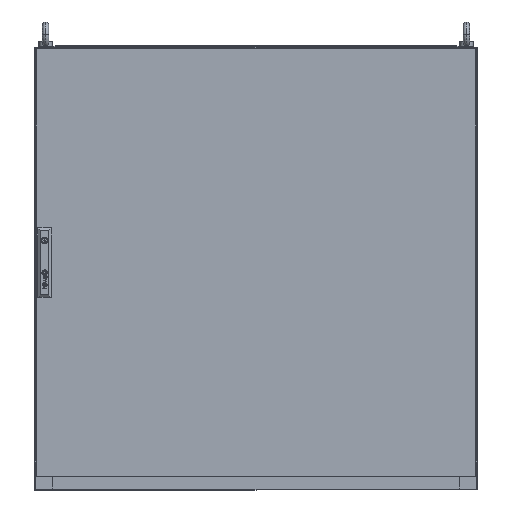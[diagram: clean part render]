
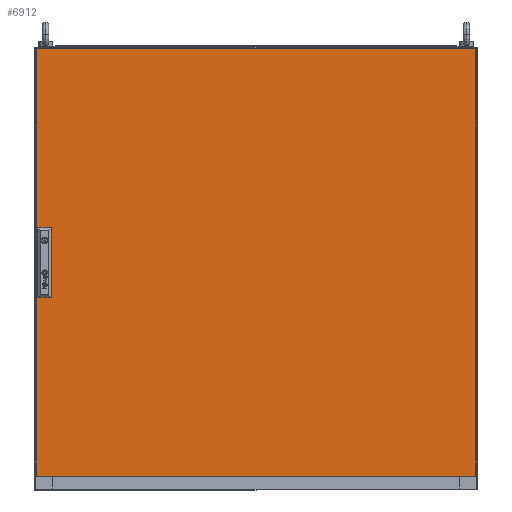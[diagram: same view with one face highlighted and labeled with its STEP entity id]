
A CAD part, top view. The second image highlights one B-rep face of the part: STEP entity #6912.
In plain terms, the highlighted planar face has unit normal (0, 0, 1).
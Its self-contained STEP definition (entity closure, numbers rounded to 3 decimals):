
#5931 = AXIS2_PLACEMENT_3D ( 'NONE', #59333, #56070, #19337 ) ;
#6654 = LINE ( 'NONE', #107386, #48874 ) ;
#6912 = ADVANCED_FACE ( 'NONE', ( #8544, #132557, #96790 ), #18514, .T. ) ;
#7814 = DIRECTION ( 'NONE',  ( 1., 0., 0. ) ) ;
#8238 = VERTEX_POINT ( 'NONE', #140711 ) ;
#8544 = FACE_BOUND ( 'NONE', #75616, .T. ) ;
#9325 = EDGE_CURVE ( 'NONE', #123510, #122369, #12794, .T. ) ;
#9444 = VECTOR ( 'NONE', #35073, 1000. ) ;
#9454 = VECTOR ( 'NONE', #159492, 1000. ) ;
#12794 = LINE ( 'NONE', #115215, #134105 ) ;
#13345 = CARTESIAN_POINT ( 'NONE',  ( -465.7, -11.5, 0. ) ) ;
#13976 = LINE ( 'NONE', #128864, #20738 ) ;
#14254 = VECTOR ( 'NONE', #50586, 1000. ) ;
#14645 = VECTOR ( 'NONE', #148213, 1000. ) ;
#15750 = EDGE_CURVE ( 'NONE', #130398, #44222, #45083, .T. ) ;
#16861 = DIRECTION ( 'NONE',  ( 0., -1., 0. ) ) ;
#18097 = CARTESIAN_POINT ( 'NONE',  ( -497., -470., 0. ) ) ;
#18514 = PLANE ( 'NONE',  #5931 ) ;
#19337 = DIRECTION ( 'NONE',  ( 1., 0., 0. ) ) ;
#20222 = LINE ( 'NONE', #71046, #98295 ) ;
#20738 = VECTOR ( 'NONE', #64793, 1000. ) ;
#22735 = CARTESIAN_POINT ( 'NONE',  ( -490.7, -61.5, 0. ) ) ;
#23377 = CARTESIAN_POINT ( 'NONE',  ( -465.7, -61.5, 0. ) ) ;
#26580 = ORIENTED_EDGE ( 'NONE', *, *, #147414, .F. ) ;
#27799 = EDGE_CURVE ( 'NONE', #8238, #51414, #147421, .T. ) ;
#28827 = ORIENTED_EDGE ( 'NONE', *, *, #131620, .T. ) ;
#29508 = DIRECTION ( 'NONE',  ( 1., 0., 0. ) ) ;
#31106 = DIRECTION ( 'NONE',  ( -1., 0., 0. ) ) ;
#32782 = LINE ( 'NONE', #72765, #88510 ) ;
#35033 = ORIENTED_EDGE ( 'NONE', *, *, #91839, .T. ) ;
#35073 = DIRECTION ( 'NONE',  ( 1., 0., 0. ) ) ;
#35385 = EDGE_CURVE ( 'NONE', #157821, #90165, #6654, .T. ) ;
#39078 = VERTEX_POINT ( 'NONE', #43746 ) ;
#39339 = DIRECTION ( 'NONE',  ( 0., -1., 0. ) ) ;
#43746 = CARTESIAN_POINT ( 'NONE',  ( -465.7, 38.5, 0. ) ) ;
#44222 = VERTEX_POINT ( 'NONE', #144181 ) ;
#45083 = LINE ( 'NONE', #94196, #103116 ) ;
#48874 = VECTOR ( 'NONE', #39339, 1000. ) ;
#49831 = CARTESIAN_POINT ( 'NONE',  ( -465.7, 88.5, 0. ) ) ;
#50586 = DIRECTION ( 'NONE',  ( -1., 0., 0. ) ) ;
#50814 = ORIENTED_EDGE ( 'NONE', *, *, #137464, .F. ) ;
#51414 = VERTEX_POINT ( 'NONE', #13345 ) ;
#56070 = DIRECTION ( 'NONE',  ( 0., 0., 1. ) ) ;
#58758 = EDGE_CURVE ( 'NONE', #39078, #66912, #13976, .T. ) ;
#59333 = CARTESIAN_POINT ( 'NONE',  ( 0., 0., 0. ) ) ;
#61105 = LINE ( 'NONE', #22735, #108452 ) ;
#63123 = CARTESIAN_POINT ( 'NONE',  ( 497., -470., 0. ) ) ;
#63705 = ORIENTED_EDGE ( 'NONE', *, *, #64396, .F. ) ;
#64396 = EDGE_CURVE ( 'NONE', #97138, #8238, #123368, .T. ) ;
#64793 = DIRECTION ( 'NONE',  ( 0., 1., 0. ) ) ;
#65425 = CARTESIAN_POINT ( 'NONE',  ( -497., -470., 0. ) ) ;
#65928 = EDGE_LOOP ( 'NONE', ( #71590, #93172, #118973, #63705 ) ) ;
#66912 = VERTEX_POINT ( 'NONE', #49831 ) ;
#71046 = CARTESIAN_POINT ( 'NONE',  ( -465.7, 38.5, 0. ) ) ;
#71590 = ORIENTED_EDGE ( 'NONE', *, *, #94324, .F. ) ;
#72765 = CARTESIAN_POINT ( 'NONE',  ( -465.7, 88.5, 0. ) ) ;
#75616 = EDGE_LOOP ( 'NONE', ( #129034, #50814, #146335, #26580 ) ) ;
#77179 = ORIENTED_EDGE ( 'NONE', *, *, #15750, .T. ) ;
#78383 = CARTESIAN_POINT ( 'NONE',  ( -490.7, 38.5, 0. ) ) ;
#84942 = LINE ( 'NONE', #123220, #14254 ) ;
#88510 = VECTOR ( 'NONE', #31106, 1000. ) ;
#90165 = VERTEX_POINT ( 'NONE', #18097 ) ;
#91839 = EDGE_CURVE ( 'NONE', #44222, #157821, #108830, .T. ) ;
#93172 = ORIENTED_EDGE ( 'NONE', *, *, #96767, .F. ) ;
#94196 = CARTESIAN_POINT ( 'NONE',  ( 497., 497., 0. ) ) ;
#94324 = EDGE_CURVE ( 'NONE', #108108, #97138, #61105, .T. ) ;
#96767 = EDGE_CURVE ( 'NONE', #51414, #108108, #84942, .T. ) ;
#96790 = FACE_OUTER_BOUND ( 'NONE', #133905, .T. ) ;
#97138 = VERTEX_POINT ( 'NONE', #121905 ) ;
#97532 = CARTESIAN_POINT ( 'NONE',  ( -465.7, -61.5, 0. ) ) ;
#98295 = VECTOR ( 'NONE', #7814, 1000. ) ;
#99382 = DIRECTION ( 'NONE',  ( 0., -1., 0. ) ) ;
#103116 = VECTOR ( 'NONE', #120805, 1000. ) ;
#107386 = CARTESIAN_POINT ( 'NONE',  ( -497., 497., 0. ) ) ;
#107963 = CARTESIAN_POINT ( 'NONE',  ( -497., 497., 0. ) ) ;
#108108 = VERTEX_POINT ( 'NONE', #124303 ) ;
#108452 = VECTOR ( 'NONE', #99382, 1000. ) ;
#108830 = LINE ( 'NONE', #107963, #9454 ) ;
#115215 = CARTESIAN_POINT ( 'NONE',  ( -490.7, 38.5, 0. ) ) ;
#118973 = ORIENTED_EDGE ( 'NONE', *, *, #27799, .F. ) ;
#120805 = DIRECTION ( 'NONE',  ( 0., 1., 0. ) ) ;
#121905 = CARTESIAN_POINT ( 'NONE',  ( -490.7, -61.5, 0. ) ) ;
#122369 = VERTEX_POINT ( 'NONE', #78383 ) ;
#123220 = CARTESIAN_POINT ( 'NONE',  ( -465.7, -11.5, 0. ) ) ;
#123368 = LINE ( 'NONE', #23377, #9444 ) ;
#123510 = VERTEX_POINT ( 'NONE', #138298 ) ;
#124303 = CARTESIAN_POINT ( 'NONE',  ( -490.7, -11.5, 0. ) ) ;
#128864 = CARTESIAN_POINT ( 'NONE',  ( -465.7, 38.5, 0. ) ) ;
#129034 = ORIENTED_EDGE ( 'NONE', *, *, #9325, .F. ) ;
#130398 = VERTEX_POINT ( 'NONE', #63123 ) ;
#131620 = EDGE_CURVE ( 'NONE', #90165, #130398, #155218, .T. ) ;
#131760 = VECTOR ( 'NONE', #29508, 1000. ) ;
#132557 = FACE_BOUND ( 'NONE', #65928, .T. ) ;
#133905 = EDGE_LOOP ( 'NONE', ( #150985, #28827, #77179, #35033 ) ) ;
#134105 = VECTOR ( 'NONE', #16861, 1000. ) ;
#137464 = EDGE_CURVE ( 'NONE', #66912, #123510, #32782, .T. ) ;
#138298 = CARTESIAN_POINT ( 'NONE',  ( -490.7, 88.5, 0. ) ) ;
#140711 = CARTESIAN_POINT ( 'NONE',  ( -465.7, -61.5, 0. ) ) ;
#144181 = CARTESIAN_POINT ( 'NONE',  ( 497., 497., 0. ) ) ;
#146335 = ORIENTED_EDGE ( 'NONE', *, *, #58758, .F. ) ;
#147414 = EDGE_CURVE ( 'NONE', #122369, #39078, #20222, .T. ) ;
#147421 = LINE ( 'NONE', #97532, #14645 ) ;
#148213 = DIRECTION ( 'NONE',  ( 0., 1., 0. ) ) ;
#150985 = ORIENTED_EDGE ( 'NONE', *, *, #35385, .T. ) ;
#155218 = LINE ( 'NONE', #65425, #131760 ) ;
#157821 = VERTEX_POINT ( 'NONE', #162095 ) ;
#159492 = DIRECTION ( 'NONE',  ( -1., 0., 0. ) ) ;
#162095 = CARTESIAN_POINT ( 'NONE',  ( -497., 497., 0. ) ) ;
